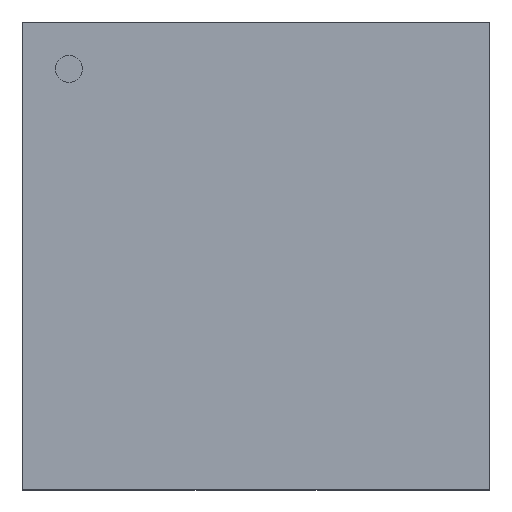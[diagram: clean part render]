
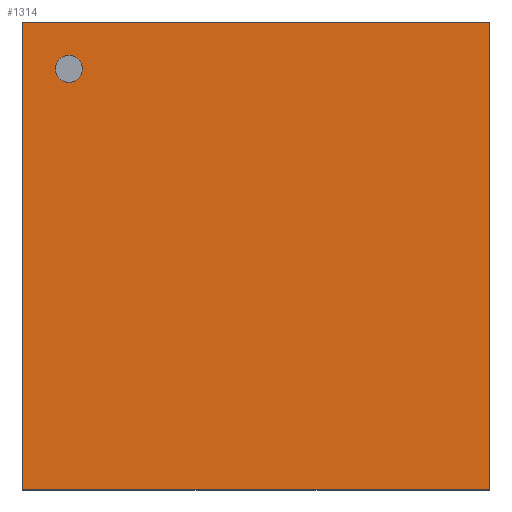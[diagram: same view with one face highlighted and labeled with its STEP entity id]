
A CAD part, top view. The second image highlights one B-rep face of the part: STEP entity #1314.
In plain terms, the highlighted planar face has unit normal (0, 0, 1).
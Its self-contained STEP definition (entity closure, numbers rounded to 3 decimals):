
#1314=ADVANCED_FACE('',(#2582,#2583),#2584,.T.);
#2582=FACE_BOUND('',#3875,.T.);
#2583=FACE_OUTER_BOUND('',#3876,.T.);
#2584=PLANE('',#3877);
#3875=EDGE_LOOP('',(#7475,#7476));
#3876=EDGE_LOOP('',(#7477,#7478,#7479,#7480));
#3877=AXIS2_PLACEMENT_3D('',#7481,#7482,#7483);
#7475=ORIENTED_EDGE('',*,*,#8262,.T.);
#7476=ORIENTED_EDGE('',*,*,#8260,.T.);
#7477=ORIENTED_EDGE('',*,*,#8958,.F.);
#7478=ORIENTED_EDGE('',*,*,#8791,.F.);
#7479=ORIENTED_EDGE('',*,*,#8746,.F.);
#7480=ORIENTED_EDGE('',*,*,#8707,.F.);
#7481=CARTESIAN_POINT('',(-0.011,0.011,0.75));
#7482=DIRECTION('',(0.0,0.0,1.0));
#7483=DIRECTION('',(1.0,0.0,0.0));
#8260=EDGE_CURVE('',#10018,#10022,#10024,.T.);
#8262=EDGE_CURVE('',#10022,#10018,#10026,.T.);
#8707=EDGE_CURVE('',#10748,#10750,#10751,.T.);
#8746=EDGE_CURVE('',#10750,#10800,#10801,.T.);
#8791=EDGE_CURVE('',#10800,#10858,#10859,.T.);
#8958=EDGE_CURVE('',#10858,#10748,#11068,.T.);
#10018=VERTEX_POINT('',#12554);
#10022=VERTEX_POINT('',#12559);
#10024=CIRCLE('',#12562,0.116);
#10026=CIRCLE('',#12564,0.116);
#10748=VERTEX_POINT('',#13613);
#10750=VERTEX_POINT('',#13616);
#10751=LINE('',#13617,#13618);
#10800=VERTEX_POINT('',#13686);
#10801=LINE('',#13687,#13688);
#10858=VERTEX_POINT('',#13769);
#10859=LINE('',#13770,#13771);
#11068=LINE('',#14060,#14061);
#12554=CARTESIAN_POINT('',(-1.495,1.611,0.75));
#12559=CARTESIAN_POINT('',(-1.728,1.611,0.75));
#12562=AXIS2_PLACEMENT_3D('',#14725,#14726,#14727);
#12564=AXIS2_PLACEMENT_3D('',#14728,#14729,#14730);
#13613=CARTESIAN_POINT('',(1.989,-1.989,0.75));
#13616=CARTESIAN_POINT('',(-2.011,-1.989,0.75));
#13617=CARTESIAN_POINT('',(-2.011,-1.989,0.75));
#13618=VECTOR('',#15161,1.0);
#13686=CARTESIAN_POINT('',(-2.011,2.011,0.75));
#13687=CARTESIAN_POINT('',(-2.011,2.011,0.75));
#13688=VECTOR('',#15196,1.0);
#13769=CARTESIAN_POINT('',(1.989,2.011,0.75));
#13770=CARTESIAN_POINT('',(1.989,2.011,0.75));
#13771=VECTOR('',#15236,1.0);
#14060=CARTESIAN_POINT('',(1.989,-1.989,0.75));
#14061=VECTOR('',#15380,1.0);
#14725=CARTESIAN_POINT('',(-1.611,1.611,0.75));
#14726=DIRECTION('',(0.0,0.0,-1.0));
#14727=DIRECTION('',(1.0,0.,0.0));
#14728=CARTESIAN_POINT('',(-1.611,1.611,0.75));
#14729=DIRECTION('',(0.0,0.0,-1.0));
#14730=DIRECTION('',(1.0,0.,0.0));
#15161=DIRECTION('',(-1.0,-0.0,-0.0));
#15196=DIRECTION('',(0.0,1.0,0.0));
#15236=DIRECTION('',(1.0,0.0,0.0));
#15380=DIRECTION('',(-0.0,-1.0,-0.0));
